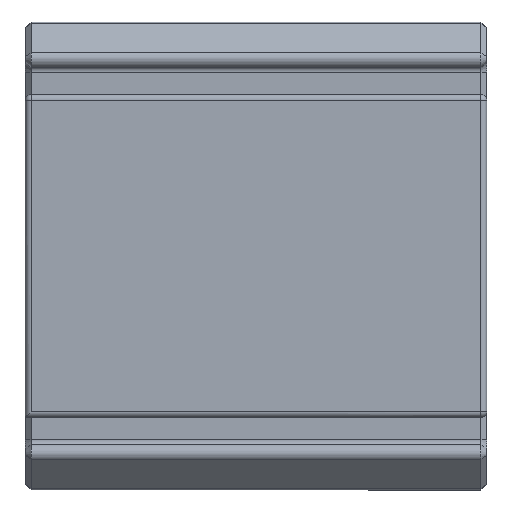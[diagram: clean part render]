
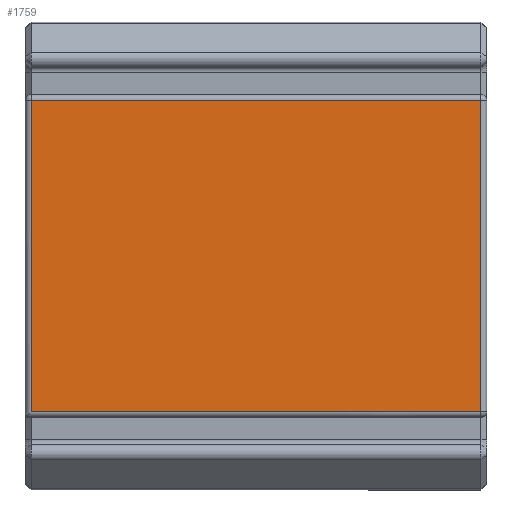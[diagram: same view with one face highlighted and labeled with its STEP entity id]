
A CAD part, left-side view. The second image highlights one B-rep face of the part: STEP entity #1759.
In plain terms, the highlighted planar face has unit normal (-1, 0, 0).
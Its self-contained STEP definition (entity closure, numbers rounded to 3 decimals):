
#45=PLANE('',#1903);
#106=LINE('',#2651,#300);
#111=LINE('',#2673,#305);
#113=LINE('',#2676,#307);
#115=LINE('',#2679,#309);
#300=VECTOR('',#2090,10.);
#305=VECTOR('',#2115,10.);
#307=VECTOR('',#2119,10.);
#309=VECTOR('',#2123,10.);
#537=FACE_OUTER_BOUND('',#653,.T.);
#653=EDGE_LOOP('',(#1276,#1277,#1278,#1279));
#816=VERTEX_POINT('',#2629);
#820=VERTEX_POINT('',#2641);
#824=VERTEX_POINT('',#2650);
#828=VERTEX_POINT('',#2661);
#971=EDGE_CURVE('',#820,#824,#106,.T.);
#982=EDGE_CURVE('',#816,#828,#111,.T.);
#984=EDGE_CURVE('',#828,#820,#113,.T.);
#986=EDGE_CURVE('',#824,#816,#115,.T.);
#1276=ORIENTED_EDGE('',*,*,#982,.F.);
#1277=ORIENTED_EDGE('',*,*,#986,.F.);
#1278=ORIENTED_EDGE('',*,*,#971,.F.);
#1279=ORIENTED_EDGE('',*,*,#984,.F.);
#1759=ADVANCED_FACE('',(#537),#45,.T.);
#1903=AXIS2_PLACEMENT_3D('',#2707,#2142,#2143);
#2090=DIRECTION('',(0.,1.,0.));
#2115=DIRECTION('',(0.,-1.,0.));
#2119=DIRECTION('',(0.,0.,-1.));
#2123=DIRECTION('',(0.,0.,1.));
#2142=DIRECTION('center_axis',(-1.,0.,
0.));
#2143=DIRECTION('ref_axis',(0.,-1.,0.));
#2629=CARTESIAN_POINT('',(-9.75,79.,67.575));
#2641=CARTESIAN_POINT('',(-9.75,1.,13.575));
#2650=CARTESIAN_POINT('',(-9.75,79.,13.575));
#2651=CARTESIAN_POINT('',(-9.75,60.,13.575));
#2661=CARTESIAN_POINT('',(-9.75,1.,67.575));
#2673=CARTESIAN_POINT('',(-9.75,60.,67.575));
#2676=CARTESIAN_POINT('',(-9.75,1.,12.575));
#2679=CARTESIAN_POINT('',(-9.75,79.,12.575));
#2707=CARTESIAN_POINT('Origin',(-9.75,80.,12.575));
